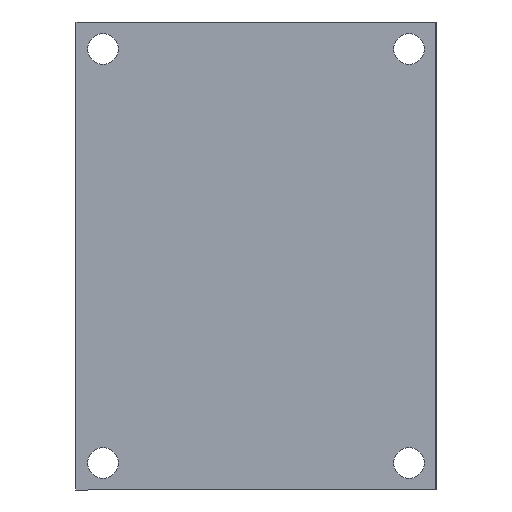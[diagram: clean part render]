
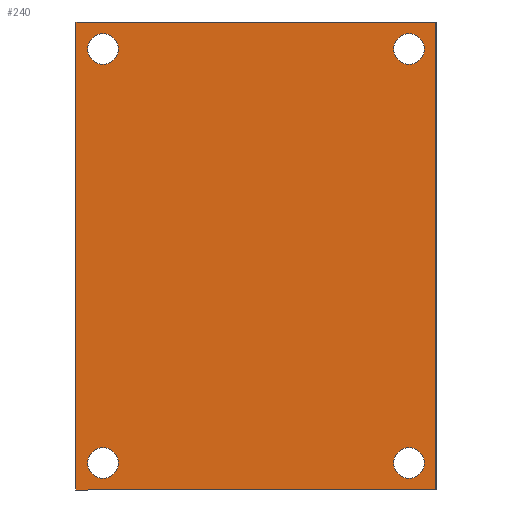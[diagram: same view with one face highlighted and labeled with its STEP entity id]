
A CAD part, front view. The second image highlights one B-rep face of the part: STEP entity #240.
In plain terms, the highlighted planar face has unit normal (0, -1, 0).
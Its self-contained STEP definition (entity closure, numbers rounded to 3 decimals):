
#23=FACE_BOUND('',#55,.T.);
#24=FACE_BOUND('',#56,.T.);
#25=FACE_BOUND('',#57,.T.);
#26=FACE_BOUND('',#58,.T.);
#30=PLANE('',#281);
#40=FACE_OUTER_BOUND('',#54,.T.);
#54=EDGE_LOOP('',(#209,#210,#211,#212));
#55=EDGE_LOOP('',(#213,#214));
#56=EDGE_LOOP('',(#215,#216));
#57=EDGE_LOOP('',(#217,#218));
#58=EDGE_LOOP('',(#219,#220));
#67=LINE('',#408,#83);
#71=LINE('',#417,#87);
#75=LINE('',#423,#91);
#76=LINE('',#424,#92);
#83=VECTOR('',#337,10.);
#87=VECTOR('',#343,10.);
#91=VECTOR('',#351,10.);
#92=VECTOR('',#352,10.);
#95=CIRCLE('',#261,1.7);
#96=CIRCLE('',#262,1.7);
#99=CIRCLE('',#266,1.7);
#100=CIRCLE('',#267,1.7);
#103=CIRCLE('',#271,1.7);
#104=CIRCLE('',#272,1.7);
#107=CIRCLE('',#276,1.7);
#108=CIRCLE('',#277,1.7);
#111=VERTEX_POINT('',#366);
#112=VERTEX_POINT('',#368);
#115=VERTEX_POINT('',#376);
#116=VERTEX_POINT('',#378);
#119=VERTEX_POINT('',#386);
#120=VERTEX_POINT('',#388);
#123=VERTEX_POINT('',#396);
#124=VERTEX_POINT('',#398);
#127=VERTEX_POINT('',#405);
#128=VERTEX_POINT('',#407);
#131=VERTEX_POINT('',#414);
#132=VERTEX_POINT('',#416);
#136=EDGE_CURVE('',#112,#111,#95,.T.);
#137=EDGE_CURVE('',#111,#112,#96,.T.);
#141=EDGE_CURVE('',#116,#115,#99,.T.);
#142=EDGE_CURVE('',#115,#116,#100,.T.);
#146=EDGE_CURVE('',#120,#119,#103,.T.);
#147=EDGE_CURVE('',#119,#120,#104,.T.);
#151=EDGE_CURVE('',#124,#123,#107,.T.);
#152=EDGE_CURVE('',#123,#124,#108,.T.);
#155=EDGE_CURVE('',#127,#128,#67,.T.);
#159=EDGE_CURVE('',#131,#132,#71,.T.);
#163=EDGE_CURVE('',#132,#127,#75,.T.);
#164=EDGE_CURVE('',#128,#131,#76,.T.);
#209=ORIENTED_EDGE('',*,*,#163,.F.);
#210=ORIENTED_EDGE('',*,*,#159,.F.);
#211=ORIENTED_EDGE('',*,*,#164,.F.);
#212=ORIENTED_EDGE('',*,*,#155,.F.);
#213=ORIENTED_EDGE('',*,*,#136,.T.);
#214=ORIENTED_EDGE('',*,*,#137,.T.);
#215=ORIENTED_EDGE('',*,*,#141,.T.);
#216=ORIENTED_EDGE('',*,*,#142,.T.);
#217=ORIENTED_EDGE('',*,*,#146,.T.);
#218=ORIENTED_EDGE('',*,*,#147,.T.);
#219=ORIENTED_EDGE('',*,*,#151,.T.);
#220=ORIENTED_EDGE('',*,*,#152,.T.);
#240=ADVANCED_FACE('',(#40,#23,#24,#25,#26),#30,.T.);
#261=AXIS2_PLACEMENT_3D('',#369,#296,#297);
#262=AXIS2_PLACEMENT_3D('',#370,#298,#299);
#266=AXIS2_PLACEMENT_3D('',#379,#307,#308);
#267=AXIS2_PLACEMENT_3D('',#380,#309,#310);
#271=AXIS2_PLACEMENT_3D('',#389,#318,#319);
#272=AXIS2_PLACEMENT_3D('',#390,#320,#321);
#276=AXIS2_PLACEMENT_3D('',#399,#329,#330);
#277=AXIS2_PLACEMENT_3D('',#400,#331,#332);
#281=AXIS2_PLACEMENT_3D('',#422,#349,#350);
#296=DIRECTION('center_axis',(0.,1.,0.));
#297=DIRECTION('ref_axis',(0.814,0.,0.581));
#298=DIRECTION('center_axis',(0.,1.,0.));
#299=DIRECTION('ref_axis',(0.814,0.,0.581));
#307=DIRECTION('center_axis',(0.,1.,0.));
#308=DIRECTION('ref_axis',(0.814,0.,0.581));
#309=DIRECTION('center_axis',(0.,1.,0.));
#310=DIRECTION('ref_axis',(0.814,0.,0.581));
#318=DIRECTION('center_axis',(0.,1.,0.));
#319=DIRECTION('ref_axis',(0.814,0.,0.581));
#320=DIRECTION('center_axis',(0.,1.,0.));
#321=DIRECTION('ref_axis',(0.814,0.,0.581));
#329=DIRECTION('center_axis',(0.,1.,0.));
#330=DIRECTION('ref_axis',(0.814,0.,0.581));
#331=DIRECTION('center_axis',(0.,1.,0.));
#332=DIRECTION('ref_axis',(0.814,0.,0.581));
#337=DIRECTION('',(-1.,0.,0.));
#343=DIRECTION('',(1.,0.,0.));
#349=DIRECTION('center_axis',(0.,-1.,
0.));
#350=DIRECTION('ref_axis',(0.,0.,-1.));
#351=DIRECTION('',(0.,0.,-1.));
#352=DIRECTION('',(0.,0.,1.));
#366=CARTESIAN_POINT('',(4.545,185.356,-11.447));
#368=CARTESIAN_POINT('',(7.945,185.355,-11.447));
#369=CARTESIAN_POINT('Origin',(6.245,185.356,-11.447));
#370=CARTESIAN_POINT('Origin',(6.245,185.356,-11.447));
#376=CARTESIAN_POINT('',(38.545,185.348,34.553));
#378=CARTESIAN_POINT('',(41.945,185.347,34.553));
#379=CARTESIAN_POINT('Origin',(40.245,185.348,34.553));
#380=CARTESIAN_POINT('Origin',(40.245,185.348,34.553));
#386=CARTESIAN_POINT('',(4.545,185.356,34.553));
#388=CARTESIAN_POINT('',(7.945,185.355,34.553));
#389=CARTESIAN_POINT('Origin',(6.245,185.356,34.553));
#390=CARTESIAN_POINT('Origin',(6.245,185.356,34.553));
#396=CARTESIAN_POINT('',(38.545,185.348,-11.447));
#398=CARTESIAN_POINT('',(41.945,185.347,-11.447));
#399=CARTESIAN_POINT('Origin',(40.245,185.348,-11.447));
#400=CARTESIAN_POINT('Origin',(40.245,185.348,-11.447));
#405=CARTESIAN_POINT('',(43.245,185.347,-14.447));
#407=CARTESIAN_POINT('',(3.245,185.357,-14.447));
#408=CARTESIAN_POINT('',(43.245,185.347,-14.447));
#414=CARTESIAN_POINT('',(3.245,185.357,37.553));
#416=CARTESIAN_POINT('',(43.245,185.347,37.553));
#417=CARTESIAN_POINT('',(3.245,185.357,37.553));
#422=CARTESIAN_POINT('Origin',(3.235,185.357,11.553));
#423=CARTESIAN_POINT('',(43.245,185.347,37.553));
#424=CARTESIAN_POINT('',(3.245,185.357,-14.447));
